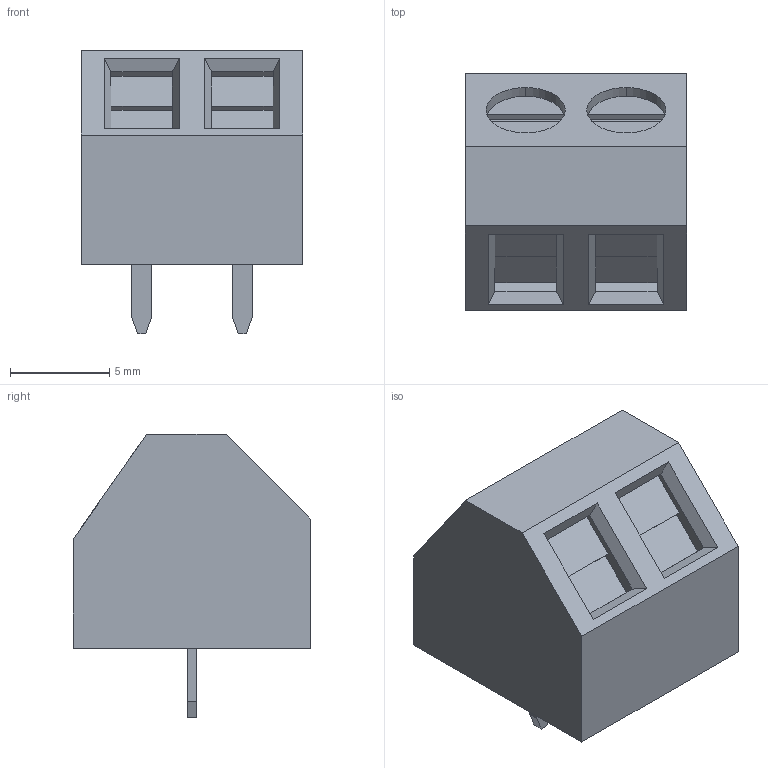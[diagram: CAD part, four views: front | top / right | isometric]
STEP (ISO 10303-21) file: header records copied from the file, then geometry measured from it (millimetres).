
FILE_DESCRIPTION (( 'STEP AP214' ), '1' );
FILE_NAME ('CONN-TH_DB127S-5.08-2P-GN.step', '2022-08-05T11:03:01', ( '' ), ( '' ), 'SwSTEP 2.0', 'SolidWorks 2020', '' );
FILE_SCHEMA (( 'AUTOMOTIVE_DESIGN' ));
Length unit declared in the file: millimetre
Products named in the file (1): CONN-TH_DB127S-5.08-2P-GN
Bounding box: 11.16 x 12 x 14.3 mm (x, y, z)
Volume: 1183.8 mm3; surface area: 797.3 mm2
Topology: 14 solids, 14 shells, 372 faces, 965 edges, 638 vertices
Faces by surface type: plane 252, bspline 112, cylinder 8
Entity records: 16077 total; most frequent: CARTESIAN_POINT 4080, ORIENTED_EDGE 1930, DIRECTION 1283, EDGE_CURVE 965, VECTOR 713, LINE 713, VERTEX_POINT 638, EDGE_LOOP 401
